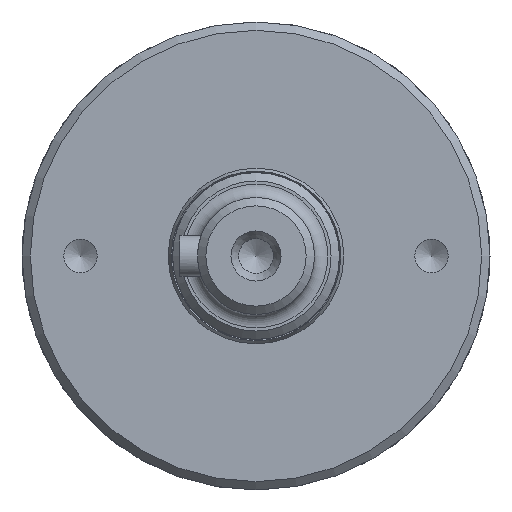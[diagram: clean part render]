
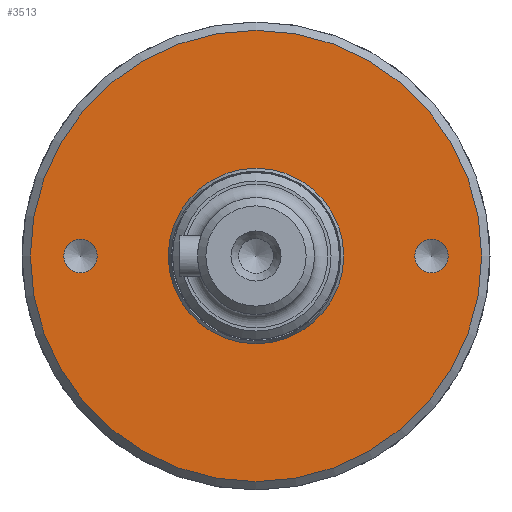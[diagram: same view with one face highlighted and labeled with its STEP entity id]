
A CAD part, left-side view. The second image highlights one B-rep face of the part: STEP entity #3513.
In plain terms, the highlighted planar face has unit normal (-1, 0, 0).
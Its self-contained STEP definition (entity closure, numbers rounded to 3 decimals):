
#294=FACE_BOUND('',#1247,.T.);
#295=FACE_BOUND('',#1248,.T.);
#296=FACE_BOUND('',#1249,.T.);
#1031=FACE_OUTER_BOUND('',#1246,.T.);
#1246=EDGE_LOOP('',(#3120,#3121));
#1247=EDGE_LOOP('',(#3122,#3123));
#1248=EDGE_LOOP('',(#3124,#3125));
#1249=EDGE_LOOP('',(#3126,#3127));
#1405=CIRCLE('',#3841,2.);
#1406=CIRCLE('',#3842,2.);
#1409=CIRCLE('',#3847,2.);
#1410=CIRCLE('',#3848,2.);
#1418=CIRCLE('',#3862,10.5);
#1419=CIRCLE('',#3863,10.5);
#1420=CIRCLE('',#3865,27.);
#1421=CIRCLE('',#3866,27.);
#1743=VERTEX_POINT('',#5967);
#1744=VERTEX_POINT('',#5968);
#1748=VERTEX_POINT('',#5980);
#1749=VERTEX_POINT('',#5981);
#1757=VERTEX_POINT('',#6008);
#1758=VERTEX_POINT('',#6010);
#1759=VERTEX_POINT('',#6014);
#1760=VERTEX_POINT('',#6015);
#2197=EDGE_CURVE('',#1743,#1744,#1405,.T.);
#2198=EDGE_CURVE('',#1744,#1743,#1406,.T.);
#2203=EDGE_CURVE('',#1748,#1749,#1409,.T.);
#2204=EDGE_CURVE('',#1749,#1748,#1410,.T.);
#2217=EDGE_CURVE('',#1758,#1757,#1418,.T.);
#2218=EDGE_CURVE('',#1757,#1758,#1419,.T.);
#2219=EDGE_CURVE('',#1759,#1760,#1420,.T.);
#2220=EDGE_CURVE('',#1760,#1759,#1421,.T.);
#3120=ORIENTED_EDGE('',*,*,#2219,.F.);
#3121=ORIENTED_EDGE('',*,*,#2220,.F.);
#3122=ORIENTED_EDGE('',*,*,#2197,.T.);
#3123=ORIENTED_EDGE('',*,*,#2198,.T.);
#3124=ORIENTED_EDGE('',*,*,#2203,.T.);
#3125=ORIENTED_EDGE('',*,*,#2204,.T.);
#3126=ORIENTED_EDGE('',*,*,#2217,.T.);
#3127=ORIENTED_EDGE('',*,*,#2218,.T.);
#3345=PLANE('',#3864);
#3513=ADVANCED_FACE('',(#1031,#294,#295,#296),#3345,.T.);
#3841=AXIS2_PLACEMENT_3D('',#5969,#4736,#4737);
#3842=AXIS2_PLACEMENT_3D('',#5970,#4738,#4739);
#3847=AXIS2_PLACEMENT_3D('',#5982,#4750,#4751);
#3848=AXIS2_PLACEMENT_3D('',#5983,#4752,#4753);
#3862=AXIS2_PLACEMENT_3D('',#6011,#4785,#4786);
#3863=AXIS2_PLACEMENT_3D('',#6012,#4787,#4788);
#3864=AXIS2_PLACEMENT_3D('',#6013,#4789,#4790);
#3865=AXIS2_PLACEMENT_3D('',#6016,#4791,#4792);
#3866=AXIS2_PLACEMENT_3D('',#6017,#4793,#4794);
#4736=DIRECTION('center_axis',(1.,0.,0.));
#4737=DIRECTION('ref_axis',(0.,0.,
1.));
#4738=DIRECTION('center_axis',(1.,0.,0.));
#4739=DIRECTION('ref_axis',(0.,0.,
1.));
#4750=DIRECTION('center_axis',(1.,0.,0.));
#4751=DIRECTION('ref_axis',(0.,0.,
1.));
#4752=DIRECTION('center_axis',(1.,0.,0.));
#4753=DIRECTION('ref_axis',(0.,0.,
1.));
#4785=DIRECTION('center_axis',(1.,0.,0.));
#4786=DIRECTION('ref_axis',(0.,1.,0.));
#4787=DIRECTION('center_axis',(1.,0.,0.));
#4788=DIRECTION('ref_axis',(0.,1.,0.));
#4789=DIRECTION('center_axis',(-1.,0.,0.));
#4790=DIRECTION('ref_axis',(0.,0.,
1.));
#4791=DIRECTION('center_axis',(1.,0.,0.));
#4792=DIRECTION('ref_axis',(0.,1.,0.));
#4793=DIRECTION('center_axis',(1.,0.,0.));
#4794=DIRECTION('ref_axis',(0.,1.,0.));
#5967=CARTESIAN_POINT('',(-101.2,21.,2.));
#5968=CARTESIAN_POINT('',(-101.2,21.,-2.));
#5969=CARTESIAN_POINT('Origin',(-101.2,21.,0.));
#5970=CARTESIAN_POINT('Origin',(-101.2,21.,0.));
#5980=CARTESIAN_POINT('',(-101.2,-21.,2.));
#5981=CARTESIAN_POINT('',(-101.2,-21.,-2.));
#5982=CARTESIAN_POINT('Origin',(-101.2,-21.,0.));
#5983=CARTESIAN_POINT('Origin',(-101.2,-21.,0.));
#6008=CARTESIAN_POINT('',(-101.2,-10.5,0.));
#6010=CARTESIAN_POINT('',(-101.2,10.5,0.));
#6011=CARTESIAN_POINT('Origin',(-101.2,0.,0.));
#6012=CARTESIAN_POINT('Origin',(-101.2,0.,0.));
#6013=CARTESIAN_POINT('Origin',(-101.2,18.75,0.));
#6014=CARTESIAN_POINT('',(-101.2,27.,0.));
#6015=CARTESIAN_POINT('',(-101.2,-27.,0.));
#6016=CARTESIAN_POINT('Origin',(-101.2,0.,0.));
#6017=CARTESIAN_POINT('Origin',(-101.2,0.,0.));
